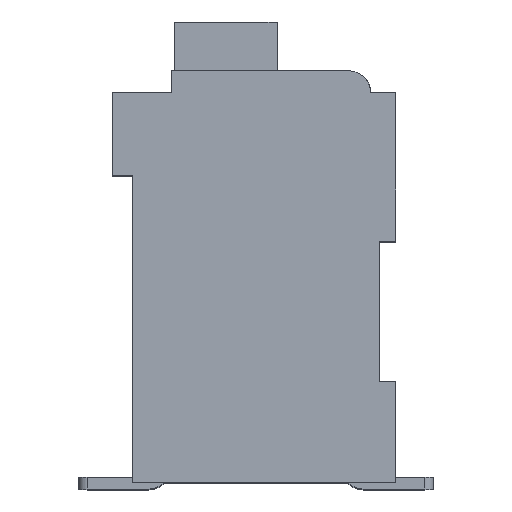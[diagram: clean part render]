
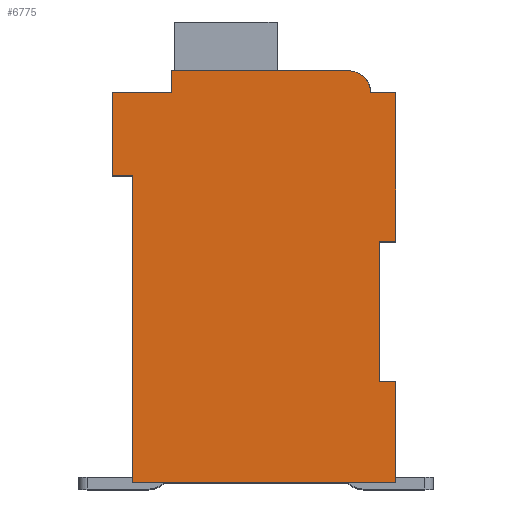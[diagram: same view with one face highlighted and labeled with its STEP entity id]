
A CAD part, top view. The second image highlights one B-rep face of the part: STEP entity #6775.
In plain terms, the highlighted planar face has unit normal (0, 0, 1).
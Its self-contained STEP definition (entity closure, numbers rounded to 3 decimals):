
#1780=DIRECTION('',(1.,0.,0.));
#1781=VECTOR('',#1780,0.5);
#1782=CARTESIAN_POINT('',(7.3,7.15,2.1));
#1783=LINE('',#1782,#1781);
#1784=DIRECTION('',(0.,1.,0.));
#1785=VECTOR('',#1784,4.15);
#1786=CARTESIAN_POINT('',(7.3,3.,2.1));
#1787=LINE('',#1786,#1785);
#1788=DIRECTION('',(-1.,0.,0.));
#1789=VECTOR('',#1788,0.5);
#1790=CARTESIAN_POINT('',(7.8,3.,2.1));
#1791=LINE('',#1790,#1789);
#1792=DIRECTION('',(0.,1.,0.));
#1793=VECTOR('',#1792,3.);
#1794=CARTESIAN_POINT('',(7.8,0.,2.1));
#1795=LINE('',#1794,#1793);
#1796=DIRECTION('',(1.,0.,0.));
#1797=VECTOR('',#1796,7.8);
#1798=CARTESIAN_POINT('',(0.,0.,2.1));
#1799=LINE('',#1798,#1797);
#1800=DIRECTION('',(0.,-1.,0.));
#1801=VECTOR('',#1800,9.1);
#1802=CARTESIAN_POINT('',(0.,9.1,2.1));
#1803=LINE('',#1802,#1801);
#1804=DIRECTION('',(1.,0.,0.));
#1805=VECTOR('',#1804,0.6);
#1806=CARTESIAN_POINT('',(-0.6,9.1,2.1));
#1807=LINE('',#1806,#1805);
#1808=DIRECTION('',(0.,-1.,0.));
#1809=VECTOR('',#1808,2.45);
#1810=CARTESIAN_POINT('',(-0.6,11.55,2.1));
#1811=LINE('',#1810,#1809);
#1812=DIRECTION('',(-1.,0.,0.));
#1813=VECTOR('',#1812,1.75);
#1814=CARTESIAN_POINT('',(1.15,11.55,2.1));
#1815=LINE('',#1814,#1813);
#1816=DIRECTION('',(0.,-1.,0.));
#1817=VECTOR('',#1816,0.65);
#1818=CARTESIAN_POINT('',(1.15,12.2,2.1));
#1819=LINE('',#1818,#1817);
#1820=DIRECTION('',(-1.,0.,0.));
#1821=VECTOR('',#1820,5.25);
#1822=CARTESIAN_POINT('',(6.4,12.2,2.1));
#1823=LINE('',#1822,#1821);
#1824=CARTESIAN_POINT('',(6.4,11.55,2.1));
#1825=DIRECTION('',(0.,0.,1.));
#1826=DIRECTION('',(1.,0.,0.));
#1827=AXIS2_PLACEMENT_3D('',#1824,#1825,#1826);
#1829=DIRECTION('',(-1.,0.,0.));
#1830=VECTOR('',#1829,0.75);
#1831=CARTESIAN_POINT('',(7.8,11.55,2.1));
#1832=LINE('',#1831,#1830);
#1833=DIRECTION('',(0.,1.,0.));
#1834=VECTOR('',#1833,4.4);
#1835=CARTESIAN_POINT('',(7.8,7.15,2.1));
#1836=LINE('',#1835,#1834);
#3565=CARTESIAN_POINT('',(7.3,7.15,2.1));
#3566=CARTESIAN_POINT('',(7.8,7.15,2.1));
#3567=VERTEX_POINT('',#3565);
#3568=VERTEX_POINT('',#3566);
#3569=CARTESIAN_POINT('',(7.8,11.55,2.1));
#3570=VERTEX_POINT('',#3569);
#3571=CARTESIAN_POINT('',(7.05,11.55,2.1));
#3572=VERTEX_POINT('',#3571);
#3573=CARTESIAN_POINT('',(6.4,12.2,2.1));
#3574=VERTEX_POINT('',#3573);
#3575=CARTESIAN_POINT('',(1.15,12.2,2.1));
#3576=VERTEX_POINT('',#3575);
#3577=CARTESIAN_POINT('',(1.15,11.55,2.1));
#3578=VERTEX_POINT('',#3577);
#3579=CARTESIAN_POINT('',(-0.6,11.55,2.1));
#3580=VERTEX_POINT('',#3579);
#3581=CARTESIAN_POINT('',(-0.6,9.1,2.1));
#3582=VERTEX_POINT('',#3581);
#3583=CARTESIAN_POINT('',(0.,9.1,2.1));
#3584=VERTEX_POINT('',#3583);
#3585=CARTESIAN_POINT('',(0.,0.,2.1));
#3586=VERTEX_POINT('',#3585);
#3587=CARTESIAN_POINT('',(7.8,0.,2.1));
#3588=VERTEX_POINT('',#3587);
#3589=CARTESIAN_POINT('',(7.8,3.,2.1));
#3590=VERTEX_POINT('',#3589);
#3591=CARTESIAN_POINT('',(7.3,3.,2.1));
#3592=VERTEX_POINT('',#3591);
#6754=CARTESIAN_POINT('',(0.,0.,2.1));
#6755=DIRECTION('',(0.,0.,1.));
#6756=DIRECTION('',(1.,0.,0.));
#6757=AXIS2_PLACEMENT_3D('',#6754,#6755,#6756);
#6758=PLANE('',#6757);
#6759=ORIENTED_EDGE('',*,*,#4686,.F.);
#6760=ORIENTED_EDGE('',*,*,#4936,.F.);
#6761=ORIENTED_EDGE('',*,*,#5092,.F.);
#6762=ORIENTED_EDGE('',*,*,#5177,.F.);
#6763=ORIENTED_EDGE('',*,*,#5286,.F.);
#6764=ORIENTED_EDGE('',*,*,#5428,.F.);
#6765=ORIENTED_EDGE('',*,*,#5494,.F.);
#6766=ORIENTED_EDGE('',*,*,#5615,.F.);
#6767=ORIENTED_EDGE('',*,*,#5783,.F.);
#6768=ORIENTED_EDGE('',*,*,#6044,.F.);
#6769=ORIENTED_EDGE('',*,*,#6238,.F.);
#6770=ORIENTED_EDGE('',*,*,#5834,.F.);
#6771=ORIENTED_EDGE('',*,*,#5955,.F.);
#6772=ORIENTED_EDGE('',*,*,#4831,.F.);
#6773=EDGE_LOOP('',(#6759,#6760,#6761,#6762,#6763,#6764,#6765,#6766,#6767,#6768,
#6769,#6770,#6771,#6772));
#6774=FACE_OUTER_BOUND('',#6773,.F.);
#1828=CIRCLE('',#1827,0.65);
#4686=EDGE_CURVE('',#3567,#3568,#1783,.T.);
#4831=EDGE_CURVE('',#3568,#3570,#1836,.T.);
#4936=EDGE_CURVE('',#3592,#3567,#1787,.T.);
#5092=EDGE_CURVE('',#3590,#3592,#1791,.T.);
#5177=EDGE_CURVE('',#3588,#3590,#1795,.T.);
#5286=EDGE_CURVE('',#3586,#3588,#1799,.T.);
#5428=EDGE_CURVE('',#3584,#3586,#1803,.T.);
#5494=EDGE_CURVE('',#3582,#3584,#1807,.T.);
#5615=EDGE_CURVE('',#3580,#3582,#1811,.T.);
#5783=EDGE_CURVE('',#3578,#3580,#1815,.T.);
#5834=EDGE_CURVE('',#3572,#3574,#1828,.T.);
#5955=EDGE_CURVE('',#3570,#3572,#1832,.T.);
#6044=EDGE_CURVE('',#3576,#3578,#1819,.T.);
#6238=EDGE_CURVE('',#3574,#3576,#1823,.T.);
#6775=ADVANCED_FACE('',(#6774),#6758,.T.);
